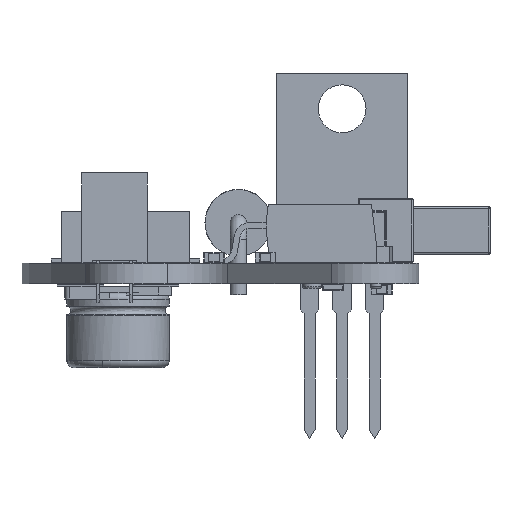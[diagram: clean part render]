
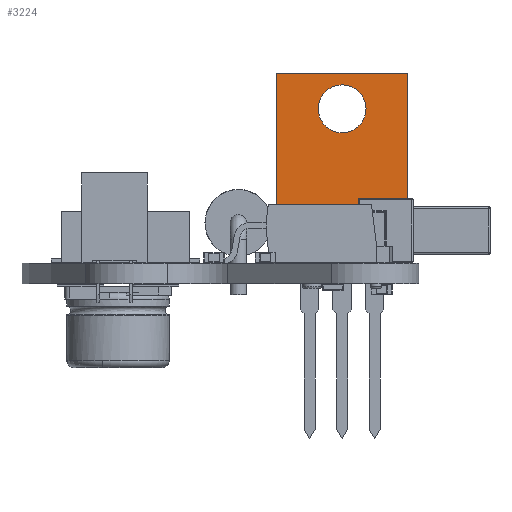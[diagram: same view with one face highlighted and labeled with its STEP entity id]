
A CAD part, left-side view. The second image highlights one B-rep face of the part: STEP entity #3224.
In plain terms, the highlighted face is planar.
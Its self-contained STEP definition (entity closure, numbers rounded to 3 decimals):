
#2669 = VERTEX_POINT('',#2670);
#2670 = CARTESIAN_POINT('',(-2.575,3.16,18.775));
#2676 = EDGE_CURVE('',#2677,#2669,#2679,.T.);
#2677 = VERTEX_POINT('',#2678);
#2678 = CARTESIAN_POINT('',(-2.575,3.16,5.));
#2679 = LINE('',#2680,#2681);
#2680 = CARTESIAN_POINT('',(-2.575,3.16,5.));
#2681 = VECTOR('',#2682,1.);
#2682 = DIRECTION('',(0.,0.,1.));
#2735 = VERTEX_POINT('',#2736);
#2736 = CARTESIAN_POINT('',(7.655,3.16,5.));
#2742 = EDGE_CURVE('',#2735,#2743,#2745,.T.);
#2743 = VERTEX_POINT('',#2744);
#2744 = CARTESIAN_POINT('',(7.655,3.16,18.775));
#2745 = LINE('',#2746,#2747);
#2746 = CARTESIAN_POINT('',(7.655,3.16,5.));
#2747 = VECTOR('',#2748,1.);
#2748 = DIRECTION('',(0.,0.,1.));
#2767 = EDGE_CURVE('',#2677,#2735,#2768,.T.);
#2768 = LINE('',#2769,#2770);
#2769 = CARTESIAN_POINT('',(-2.575,3.16,5.));
#2770 = VECTOR('',#2771,1.);
#2771 = DIRECTION('',(1.,0.,0.));
#3224 = ADVANCED_FACE('',(#3225,#3236),#3247,.T.);
#3225 = FACE_BOUND('',#3226,.T.);
#3226 = EDGE_LOOP('',(#3227,#3228,#3234,#3235));
#3227 = ORIENTED_EDGE('',*,*,#2676,.T.);
#3228 = ORIENTED_EDGE('',*,*,#3229,.T.);
#3229 = EDGE_CURVE('',#2669,#2743,#3230,.T.);
#3230 = LINE('',#3231,#3232);
#3231 = CARTESIAN_POINT('',(-2.575,3.16,18.775));
#3232 = VECTOR('',#3233,1.);
#3233 = DIRECTION('',(1.,0.,0.));
#3234 = ORIENTED_EDGE('',*,*,#2742,.F.);
#3235 = ORIENTED_EDGE('',*,*,#2767,.F.);
#3236 = FACE_BOUND('',#3237,.T.);
#3237 = EDGE_LOOP('',(#3238));
#3238 = ORIENTED_EDGE('',*,*,#3239,.T.);
#3239 = EDGE_CURVE('',#3240,#3240,#3242,.T.);
#3240 = VERTEX_POINT('',#3241);
#3241 = CARTESIAN_POINT('',(4.408,3.16,16.005));
#3242 = CIRCLE('',#3243,1.868);
#3243 = AXIS2_PLACEMENT_3D('',#3244,#3245,#3246);
#3244 = CARTESIAN_POINT('',(2.54,3.16,16.005));
#3245 = DIRECTION('',(0.,-1.,0.));
#3246 = DIRECTION('',(1.,0.,0.));
#3247 = PLANE('',#3248);
#3248 = AXIS2_PLACEMENT_3D('',#3249,#3250,#3251);
#3249 = CARTESIAN_POINT('',(-2.575,3.16,5.));
#3250 = DIRECTION('',(0.,1.,0.));
#3251 = DIRECTION('',(1.,0.,0.));
